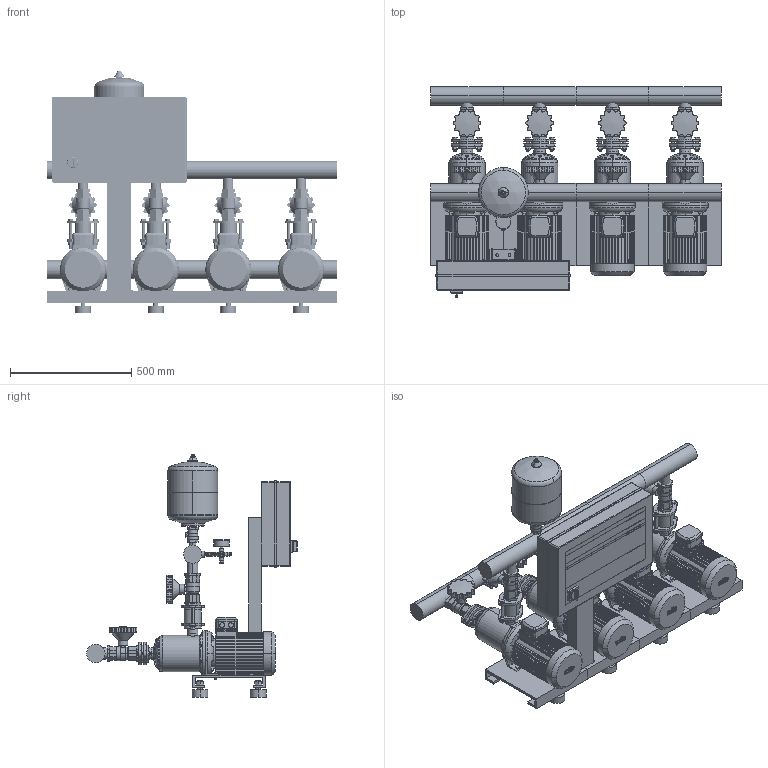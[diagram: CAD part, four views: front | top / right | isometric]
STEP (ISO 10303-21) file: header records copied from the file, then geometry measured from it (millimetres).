
FILE_DESCRIPTION((''),'2;1');
FILE_NAME('3d_CO-4MHI805N_ER-EB-2534346.stp','2016-08-24T08:03:22',(''),(''),'Mechanical Desktop 2009','Mechanical Desktop 2009',', , ');
FILE_SCHEMA(('CONFIG_CONTROL_DESIGN'));
Length unit declared in the file: millimetre
Products named in the file (1): Product
Bounding box: 1200 x 870 x 1000 mm (x, y, z)
Volume: 104285325.1 mm3; surface area: 7118984.9 mm2
Topology: 142 solids, 142 shells, 4500 faces, 11129 edges, 7225 vertices
Faces by surface type: plane 1781, cylinder 1319, bspline 1043, cone 227, torus 120, sphere 10
Entity records: 146111 total; most frequent: CARTESIAN_POINT 40449, ORIENTED_EDGE 22250, DIRECTION 21358, EDGE_CURVE 11125, AXIS2_PLACEMENT_3D 7503, VERTEX_POINT 7221, VECTOR 6352, LINE 6352
